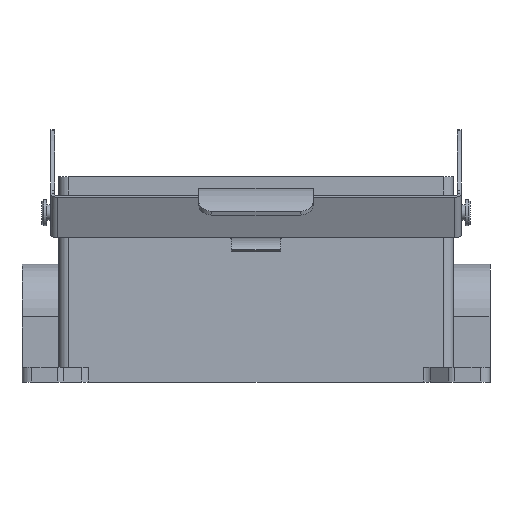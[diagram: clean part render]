
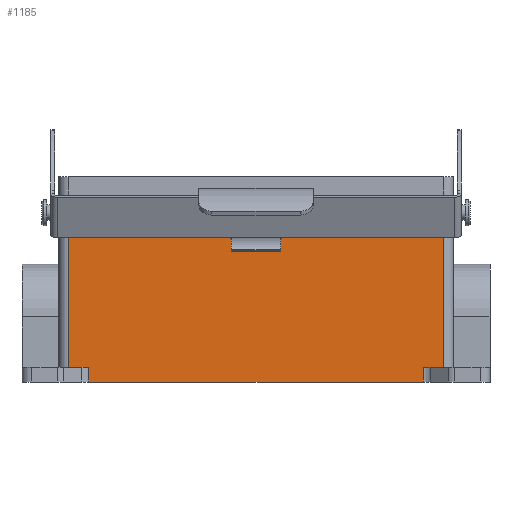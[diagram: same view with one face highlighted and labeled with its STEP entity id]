
A CAD part, top view. The second image highlights one B-rep face of the part: STEP entity #1185.
In plain terms, the highlighted planar face has unit normal (0, 0, 1).
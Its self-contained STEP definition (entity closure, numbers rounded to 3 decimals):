
#188 = DIRECTION ( 'NONE',  ( -1., 0., 0. ) ) ;
#189 = DIRECTION ( 'NONE',  ( 0., 0., -1. ) ) ;
#190 = CARTESIAN_POINT ( 'NONE',  ( 14.25, 57., -6.5 ) ) ;
#191 = PLANE ( 'NONE',  #795 ) ;
#230 = DIRECTION ( 'NONE',  ( 1., 0., 0. ) ) ;
#231 = CARTESIAN_POINT ( 'NONE',  ( 14.25, 4.5, -6.5 ) ) ;
#236 = DIRECTION ( 'NONE',  ( 0., -1., 0. ) ) ;
#237 = CARTESIAN_POINT ( 'NONE',  ( 20.398, 0., -6.5 ) ) ;
#276 = DIRECTION ( 'NONE',  ( 1., 0., 0. ) ) ;
#277 = CARTESIAN_POINT ( 'NONE',  ( 14.25, 4.5, -6.5 ) ) ;
#294 = DIRECTION ( 'NONE',  ( -1., 0., 0. ) ) ;
#295 = CARTESIAN_POINT ( 'NONE',  ( 19.25, 0., -6.5 ) ) ;
#392 = DIRECTION ( 'NONE',  ( 1., 0., 0. ) ) ;
#393 = CARTESIAN_POINT ( 'NONE',  ( 14.25, 57., -6.5 ) ) ;
#398 = DIRECTION ( 'NONE',  ( 0., -1., 0. ) ) ;
#399 = CARTESIAN_POINT ( 'NONE',  ( 129.25, 57., -6.5 ) ) ;
#440 = DIRECTION ( 'NONE',  ( 0., -1., 0. ) ) ;
#441 = CARTESIAN_POINT ( 'NONE',  ( 14.25, 57., -6.5 ) ) ;
#519 = DIRECTION ( 'NONE',  ( 0., 1., 0. ) ) ;
#520 = CARTESIAN_POINT ( 'NONE',  ( 123.102, 4.5, -6.5 ) ) ;
#795 = AXIS2_PLACEMENT_3D ( 'NONE', #190, #189, #188 ) ;
#824 = VECTOR ( 'NONE', #230, 1000. ) ;
#826 = VECTOR ( 'NONE', #440, 1000. ) ;
#829 = VECTOR ( 'NONE', #236, 1000. ) ;
#856 = VECTOR ( 'NONE', #276, 1000. ) ;
#866 = VECTOR ( 'NONE', #294, 1000. ) ;
#932 = VECTOR ( 'NONE', #392, 1000. ) ;
#939 = VECTOR ( 'NONE', #398, 1000. ) ;
#1047 = EDGE_CURVE ( 'NONE', #4543, #4577, #3437, .T. ) ;
#1081 = EDGE_CURVE ( 'NONE', #4540, #4600, #3460, .T. ) ;
#1099 = EDGE_CURVE ( 'NONE', #4539, #4578, #3472, .T. ) ;
#1102 = EDGE_CURVE ( 'NONE', #4540, #4539, #3475, .T. ) ;
#1141 = EDGE_CURVE ( 'NONE', #4543, #4542, #3494, .T. ) ;
#1149 = EDGE_CURVE ( 'NONE', #4577, #4578, #3498, .T. ) ;
#1165 = EDGE_CURVE ( 'NONE', #4601, #4542, #3510, .T. ) ;
#1168 = EDGE_CURVE ( 'NONE', #4600, #4601, #3513, .T. ) ;
#1185 = ADVANCED_FACE ( 'NONE', ( #3526 ), #191, .F. ) ;
#1776 = VECTOR ( 'NONE', #519, 1000. ) ;
#3437 = LINE ( 'NONE', #520, #1776 ) ;
#3460 = LINE ( 'NONE', #441, #826 ) ;
#3472 = LINE ( 'NONE', #399, #939 ) ;
#3475 = LINE ( 'NONE', #393, #932 ) ;
#3494 = LINE ( 'NONE', #295, #866 ) ;
#3498 = LINE ( 'NONE', #277, #856 ) ;
#3510 = LINE ( 'NONE', #237, #829 ) ;
#3513 = LINE ( 'NONE', #231, #824 ) ;
#3526 = FACE_OUTER_BOUND ( 'NONE', #5212, .T. ) ;
#4398 = CARTESIAN_POINT ( 'NONE',  ( 20.398, 4.5, -6.5 ) ) ;
#4399 = CARTESIAN_POINT ( 'NONE',  ( 14.25, 4.5, -6.5 ) ) ;
#4422 = CARTESIAN_POINT ( 'NONE',  ( 129.25, 4.5, -6.5 ) ) ;
#4423 = CARTESIAN_POINT ( 'NONE',  ( 123.102, 4.5, -6.5 ) ) ;
#4460 = CARTESIAN_POINT ( 'NONE',  ( 123.102, 0., -6.5 ) ) ;
#4462 = CARTESIAN_POINT ( 'NONE',  ( 20.398, 0., -6.5 ) ) ;
#4464 = CARTESIAN_POINT ( 'NONE',  ( 14.25, 57., -6.5 ) ) ;
#4465 = CARTESIAN_POINT ( 'NONE',  ( 129.25, 57., -6.5 ) ) ;
#4539 = VERTEX_POINT ( 'NONE', #4465 ) ;
#4540 = VERTEX_POINT ( 'NONE', #4464 ) ;
#4542 = VERTEX_POINT ( 'NONE', #4462 ) ;
#4543 = VERTEX_POINT ( 'NONE', #4460 ) ;
#4577 = VERTEX_POINT ( 'NONE', #4423 ) ;
#4578 = VERTEX_POINT ( 'NONE', #4422 ) ;
#4600 = VERTEX_POINT ( 'NONE', #4399 ) ;
#4601 = VERTEX_POINT ( 'NONE', #4398 ) ;
#5212 = EDGE_LOOP ( 'NONE', ( #5408, #5397, #5420, #5492, #5390, #5479, #5490, #5538 ) ) ;
#5390 = ORIENTED_EDGE ( 'NONE', *, *, #1149, .T. ) ;
#5397 = ORIENTED_EDGE ( 'NONE', *, *, #1165, .T. ) ;
#5408 = ORIENTED_EDGE ( 'NONE', *, *, #1168, .T. ) ;
#5420 = ORIENTED_EDGE ( 'NONE', *, *, #1141, .F. ) ;
#5479 = ORIENTED_EDGE ( 'NONE', *, *, #1099, .F. ) ;
#5490 = ORIENTED_EDGE ( 'NONE', *, *, #1102, .F. ) ;
#5492 = ORIENTED_EDGE ( 'NONE', *, *, #1047, .T. ) ;
#5538 = ORIENTED_EDGE ( 'NONE', *, *, #1081, .T. ) ;
